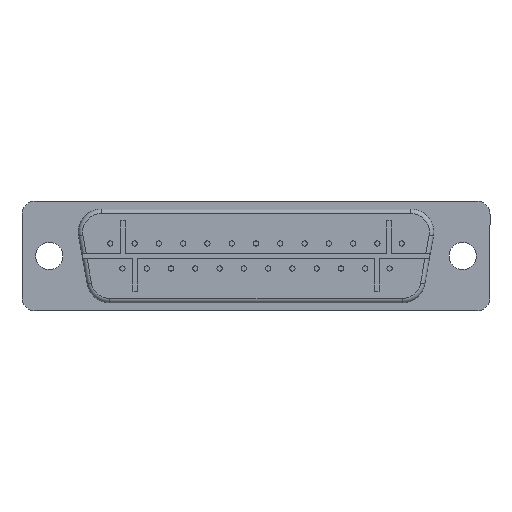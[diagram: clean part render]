
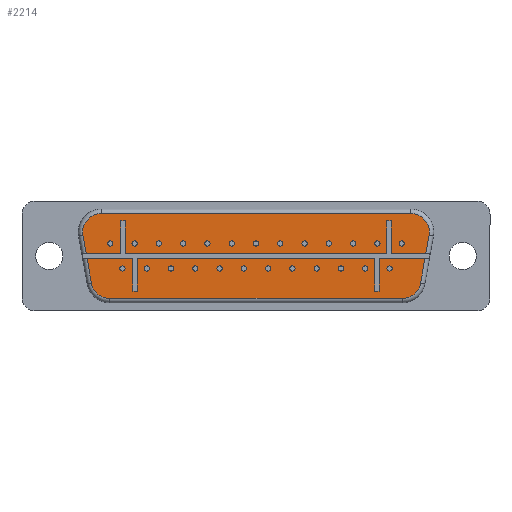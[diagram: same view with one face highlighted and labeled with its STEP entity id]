
A CAD part, front view. The second image highlights one B-rep face of the part: STEP entity #2214.
In plain terms, the highlighted planar face has unit normal (0, -1, 0).
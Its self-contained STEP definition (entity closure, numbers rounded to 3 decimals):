
#1959=CARTESIAN_POINT('',(-16.64,4.928,-5.625));
#1960=VERTEX_POINT('',#1959);
#1967=CARTESIAN_POINT('',(-18.709,4.928,-3.89));
#1968=VERTEX_POINT('',#1967);
#1969=CARTESIAN_POINT('',(-16.64,4.928,-3.525));
#1970=DIRECTION('',(0.,1.0,0.));
#1971=DIRECTION('',(-0.643,0.,-0.766));
#1972=AXIS2_PLACEMENT_3D('',#1969,#1970,#1971);
#1973=CIRCLE('',#1972,2.1);
#1974=EDGE_CURVE('',#1960,#1968,#1973,.T.);
#1998=CARTESIAN_POINT('',(16.64,4.928,-5.625));
#1999=VERTEX_POINT('',#1998);
#2006=CARTESIAN_POINT('',(16.64,4.928,-5.625));
#2007=DIRECTION('',(-1.0,0.0,0.0));
#2008=VECTOR('',#2007,33.281);
#2009=LINE('',#2006,#2008);
#2010=EDGE_CURVE('',#1999,#1960,#2009,.T.);
#2030=CARTESIAN_POINT('',(18.709,4.928,-3.89));
#2031=VERTEX_POINT('',#2030);
#2038=CARTESIAN_POINT('',(16.64,4.928,-3.525));
#2039=DIRECTION('',(0.,1.0,0.));
#2040=DIRECTION('',(0.643,0.,-0.766));
#2041=AXIS2_PLACEMENT_3D('',#2038,#2039,#2040);
#2042=CIRCLE('',#2041,2.1);
#2043=EDGE_CURVE('',#2031,#1999,#2042,.T.);
#2062=CARTESIAN_POINT('',(19.67,4.927,1.56));
#2063=VERTEX_POINT('',#2062);
#2070=CARTESIAN_POINT('',(19.67,4.927,1.56));
#2071=DIRECTION('',(-0.174,0.,-0.985));
#2072=VECTOR('',#2071,5.534);
#2073=LINE('',#2070,#2072);
#2074=EDGE_CURVE('',#2063,#2031,#2073,.T.);
#2094=CARTESIAN_POINT('',(17.601,4.927,4.025));
#2095=VERTEX_POINT('',#2094);
#2102=CARTESIAN_POINT('',(17.601,4.927,1.925));
#2103=DIRECTION('',(0.,1.0,0.));
#2104=DIRECTION('',(0.766,0.,0.643));
#2105=AXIS2_PLACEMENT_3D('',#2102,#2103,#2104);
#2106=CIRCLE('',#2105,2.1);
#2107=EDGE_CURVE('',#2095,#2063,#2106,.T.);
#2126=CARTESIAN_POINT('',(-17.601,4.928,4.025));
#2127=VERTEX_POINT('',#2126);
#2134=CARTESIAN_POINT('',(-17.601,4.928,4.025));
#2135=DIRECTION('',(1.0,0.0,0.0));
#2136=VECTOR('',#2135,35.203);
#2137=LINE('',#2134,#2136);
#2138=EDGE_CURVE('',#2127,#2095,#2137,.T.);
#2158=CARTESIAN_POINT('',(-19.67,4.928,1.56));
#2159=VERTEX_POINT('',#2158);
#2166=CARTESIAN_POINT('',(-17.601,4.928,1.925));
#2167=DIRECTION('',(0.,1.0,0.));
#2168=DIRECTION('',(-0.766,0.,0.643));
#2169=AXIS2_PLACEMENT_3D('',#2166,#2167,#2168);
#2170=CIRCLE('',#2169,2.1);
#2171=EDGE_CURVE('',#2159,#2127,#2170,.T.);
#2189=CARTESIAN_POINT('',(-18.709,4.928,-3.89));
#2190=DIRECTION('',(-0.174,0.,0.985));
#2191=VECTOR('',#2190,5.534);
#2192=LINE('',#2189,#2191);
#2193=EDGE_CURVE('',#1968,#2159,#2192,.T.);
#2199=CARTESIAN_POINT('',(0.,4.928,-0.701));
#2200=DIRECTION('',(0.0,1.0,0.0));
#2201=DIRECTION('',(-1.0,0.0,0.0));
#2202=AXIS2_PLACEMENT_3D('',#2199,#2200,#2201);
#2203=PLANE('',#2202);
#2204=ORIENTED_EDGE('',*,*,#2193,.F.);
#2205=ORIENTED_EDGE('',*,*,#1974,.F.);
#2206=ORIENTED_EDGE('',*,*,#2010,.F.);
#2207=ORIENTED_EDGE('',*,*,#2043,.F.);
#2208=ORIENTED_EDGE('',*,*,#2074,.F.);
#2209=ORIENTED_EDGE('',*,*,#2107,.F.);
#2210=ORIENTED_EDGE('',*,*,#2138,.F.);
#2211=ORIENTED_EDGE('',*,*,#2171,.F.);
#2212=EDGE_LOOP('',(#2204,#2205,#2206,#2207,#2208,#2209,#2210,#2211));
#2213=FACE_OUTER_BOUND('',#2212,.T.);
#2214=ADVANCED_FACE('',(#2213),#2203,.F.);
